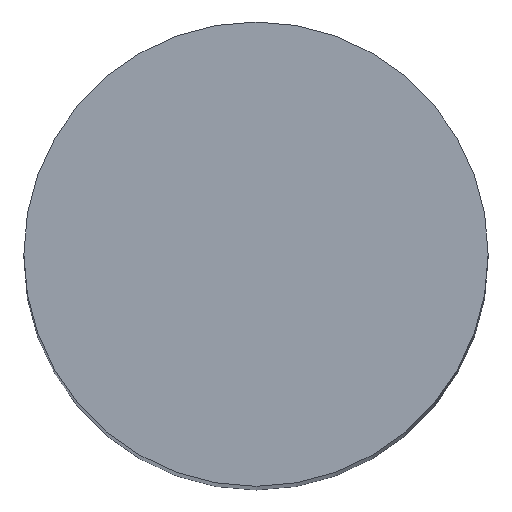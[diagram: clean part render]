
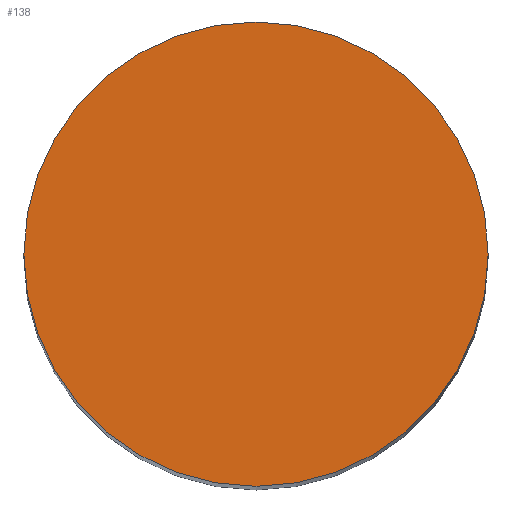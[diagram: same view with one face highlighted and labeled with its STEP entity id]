
A CAD part, top view. The second image highlights one B-rep face of the part: STEP entity #138.
In plain terms, the highlighted free-form (B-spline) face has degree [1, 1] with [2, 2] control points.
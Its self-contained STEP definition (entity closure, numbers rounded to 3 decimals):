
#70=CARTESIAN_POINT('',(-2.1,0.,19.5));
#71=VERTEX_POINT('',#70);
#80=CARTESIAN_POINT('',(2.1,0.,19.5));
#81=VERTEX_POINT('',#80);
#82=CARTESIAN_POINT('',(0.,0.,19.5));
#83=DIRECTION('',(0.0,0.0,1.0));
#84=DIRECTION('',(-1.0,0.0,0.0));
#85=AXIS2_PLACEMENT_3D('',#82,#83,#84);
#86=CIRCLE('',#85,2.1);
#87=EDGE_CURVE('',#71,#81,#86,.F.);
#123=CARTESIAN_POINT('',(-2.1,-2.1,19.5));
#124=CARTESIAN_POINT('',(-2.1,2.1,19.5));
#125=CARTESIAN_POINT('',(2.1,-2.1,19.5));
#126=CARTESIAN_POINT('',(2.1,2.1,19.5));
#127=B_SPLINE_SURFACE_WITH_KNOTS('',1,1,((#123,#125),(#124,#126)),.UNSPECIFIED.,.F.,.F.,.U.,(2,2),(2,2),(0.0,4.2),(0.0,4.2),.UNSPECIFIED.);
#128=CARTESIAN_POINT('',(0.,0.,19.5));
#129=DIRECTION('',(0.0,0.0,1.0));
#130=DIRECTION('',(-1.0,0.0,0.0));
#131=AXIS2_PLACEMENT_3D('',#128,#129,#130);
#132=CIRCLE('',#131,2.1);
#133=EDGE_CURVE('',#81,#71,#132,.F.);
#134=ORIENTED_EDGE('',*,*,#133,.F.);
#135=ORIENTED_EDGE('',*,*,#87,.F.);
#136=EDGE_LOOP('',(#134,#135));
#137=FACE_OUTER_BOUND('',#136,.T.);
#138=ADVANCED_FACE('',(#137),#127,.F.);
